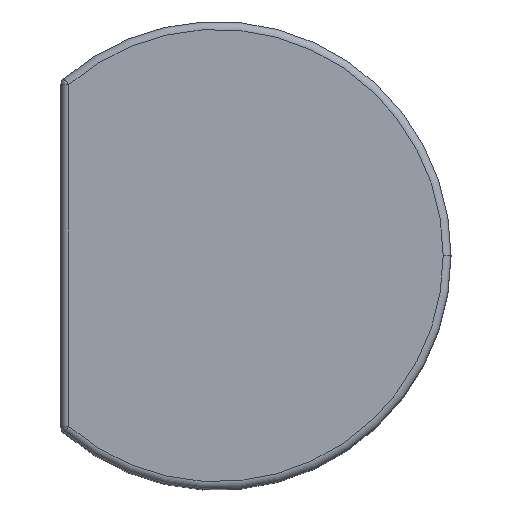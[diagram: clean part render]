
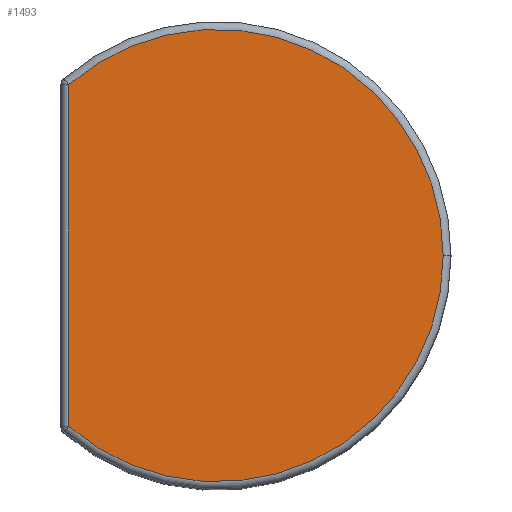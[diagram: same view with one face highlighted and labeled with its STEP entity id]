
A CAD part, top view. The second image highlights one B-rep face of the part: STEP entity #1493.
In plain terms, the highlighted planar face has unit normal (0, 0, 1).
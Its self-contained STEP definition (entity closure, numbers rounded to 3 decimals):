
#343 = DIRECTION ( 'NONE',  ( 1., 0., 0. ) ) ;
#344 = DIRECTION ( 'NONE',  ( 0., 0., 1. ) ) ;
#345 = CARTESIAN_POINT ( 'NONE',  ( -0.615, 0., 5.55 ) ) ;
#480 = PLANE ( 'NONE',  #5213 ) ;
#481 = CARTESIAN_POINT ( 'NONE',  ( -0.615, 0., 5.55 ) ) ;
#482 = DIRECTION ( 'NONE',  ( 0., 0., 1. ) ) ;
#483 = DIRECTION ( 'NONE',  ( 1., 0., 0. ) ) ;
#1242 = CARTESIAN_POINT ( 'NONE',  ( -2.135, 1.753, 5.55 ) ) ;
#1257 = CARTESIAN_POINT ( 'NONE',  ( 1.705, 0., 5.55 ) ) ;
#1288 = CARTESIAN_POINT ( 'NONE',  ( -2.135, -1.753, 5.55 ) ) ;
#1404 = EDGE_CURVE ( 'NONE', #4278, #4363, #3644, .T. ) ;
#1455 = EDGE_CURVE ( 'NONE', #4363, #4304, #5205, .T. ) ;
#1487 = EDGE_CURVE ( 'NONE', #4304, #4278, #5262, .T. ) ;
#1493 = ADVANCED_FACE ( 'NONE', ( #3774 ), #480, .T. ) ;
#1919 = DIRECTION ( 'NONE',  ( 0., -1., 0. ) ) ;
#1920 = CARTESIAN_POINT ( 'NONE',  ( -2.135, 0., 5.55 ) ) ;
#2244 = CARTESIAN_POINT ( 'NONE',  ( -0.615, 0., 5.55 ) ) ;
#2278 = DIRECTION ( 'NONE',  ( 1., 0., 0. ) ) ;
#2279 = DIRECTION ( 'NONE',  ( 0., 0., 1. ) ) ;
#3644 = LINE ( 'NONE', #1920, #3866 ) ;
#3774 = FACE_OUTER_BOUND ( 'NONE', #4618, .T. ) ;
#3866 = VECTOR ( 'NONE', #1919, 1000. ) ;
#4278 = VERTEX_POINT ( 'NONE', #1242 ) ;
#4289 = ORIENTED_EDGE ( 'NONE', *, *, #1404, .T. ) ;
#4294 = ORIENTED_EDGE ( 'NONE', *, *, #1455, .T. ) ;
#4304 = VERTEX_POINT ( 'NONE', #1257 ) ;
#4363 = VERTEX_POINT ( 'NONE', #1288 ) ;
#4419 = ORIENTED_EDGE ( 'NONE', *, *, #1487, .T. ) ;
#4618 = EDGE_LOOP ( 'NONE', ( #4294, #4419, #4289 ) ) ;
#5205 = CIRCLE ( 'NONE', #5217, 2.32 ) ;
#5213 = AXIS2_PLACEMENT_3D ( 'NONE', #481, #482, #483 ) ;
#5217 = AXIS2_PLACEMENT_3D ( 'NONE', #2244, #2279, #2278 ) ;
#5261 = AXIS2_PLACEMENT_3D ( 'NONE', #345, #344, #343 ) ;
#5262 = CIRCLE ( 'NONE', #5261, 2.32 ) ;
